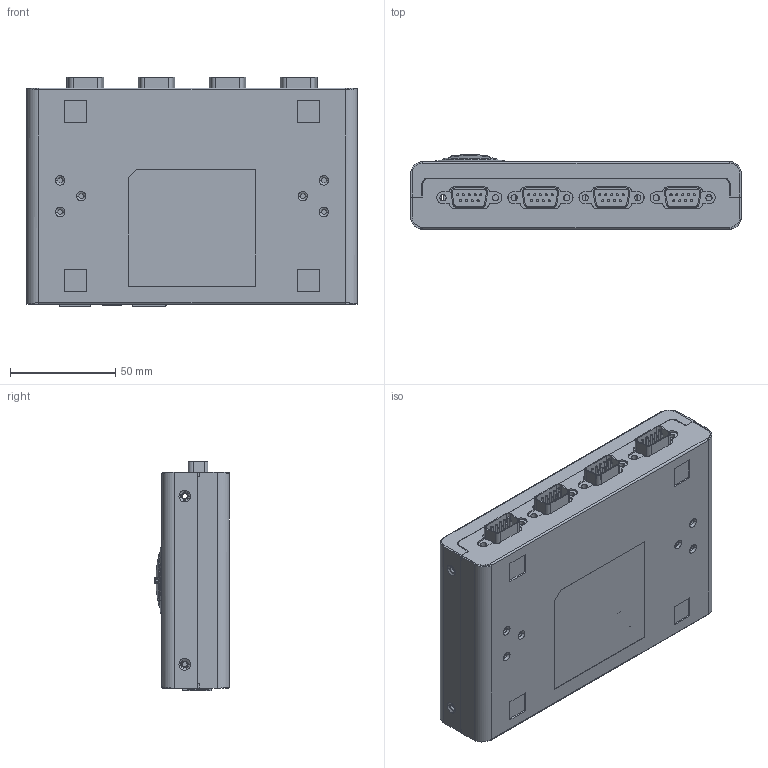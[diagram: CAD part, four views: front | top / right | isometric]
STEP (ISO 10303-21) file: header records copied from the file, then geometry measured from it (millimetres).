
FILE_DESCRIPTION((''),'2;1');
FILE_NAME('MB3480_3D','2014-07-08T',('Vincent_Huang'),(''),'PRO/ENGINEER BY PARAMETRIC TECHNOLOGY CORPORATION, 2004320','PRO/ENGINEER BY PARAMETRIC TECHNOLOGY CORPORATION, 2004320','');
FILE_SCHEMA(('CONFIG_CONTROL_DESIGN'));
Products named in the file (1): MB3480_3D
Bounding box: 157.26 x 35.5 x 109.04 mm (x, y, z)
Surface area: 171792.2 mm2 (no closed solid volume)
Topology: 0 solids, 51 shells, 2420 faces, 5943 edges, 3866 vertices
Faces by surface type: plane 1375, cylinder 873, torus 82, bspline 33, sphere 21, cone 20, extrusion 16
Entity records: 73392 total; most frequent: CARTESIAN_POINT 14399, DIRECTION 12666, ORIENTED_EDGE 11850, EDGE_CURVE 5925, AXIS2_PLACEMENT_3D 4491, VERTEX_POINT 3862, VECTOR 3684, LINE 3668
